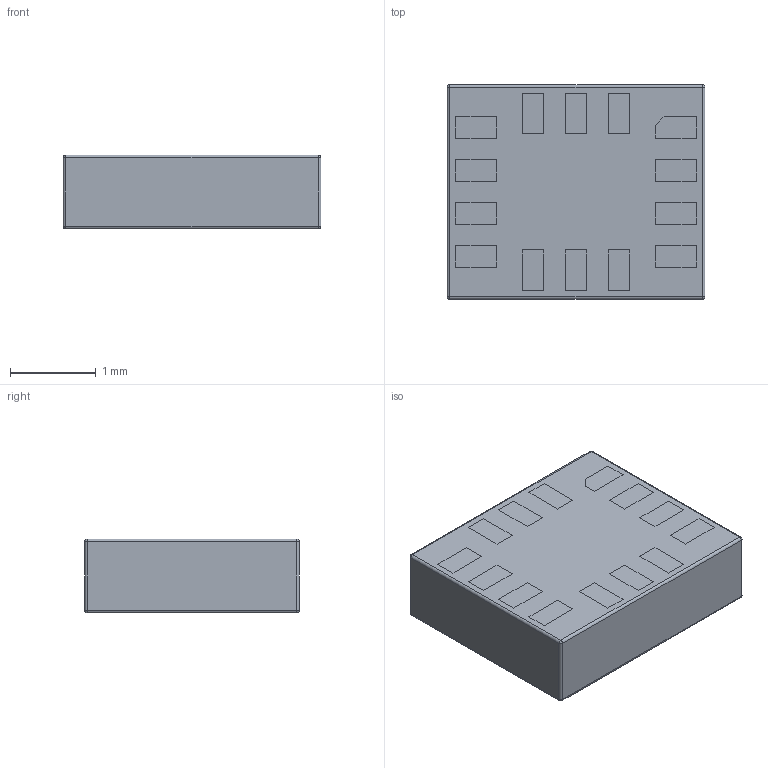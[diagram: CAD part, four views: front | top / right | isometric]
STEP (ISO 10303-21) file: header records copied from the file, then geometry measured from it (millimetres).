
FILE_DESCRIPTION (( 'STEP AP214' ), '1' );
FILE_NAME ('LSM6DSLTR.STEP', '2021-12-28T12:20:12', ( '' ), ( '' ), 'SwSTEP 2.0', 'SolidWorks 2018', '' );
FILE_SCHEMA (( 'AUTOMOTIVE_DESIGN' ));
Length unit declared in the file: millimetre
Products named in the file (2): LSM6DSLTR
Bounding box: 3 x 2.5 x 0.86 mm (x, y, z)
Volume: 6.4 mm3; surface area: 29.6 mm2
Topology: 16 solids, 16 shells, 189 faces, 410 edges, 260 vertices
Faces by surface type: plane 165, cylinder 16, sphere 8
Entity records: 6425 total; most frequent: CARTESIAN_POINT 853, DIRECTION 816, ORIENTED_EDGE 804, EDGE_CURVE 402, LINE 370, VECTOR 370, VERTEX_POINT 260, AXIS2_PLACEMENT_3D 223
